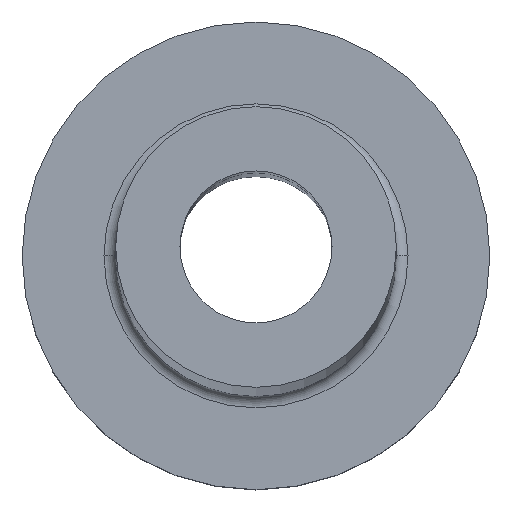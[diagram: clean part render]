
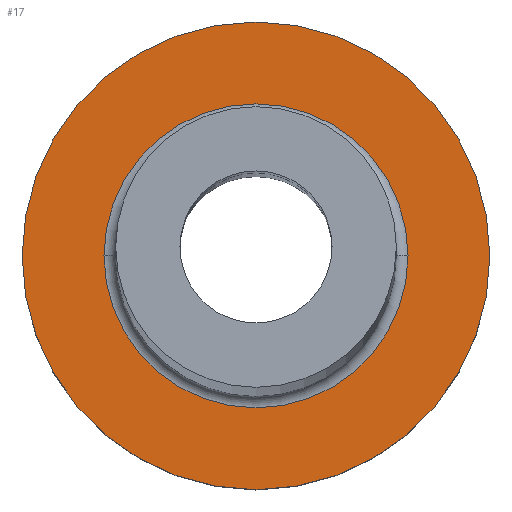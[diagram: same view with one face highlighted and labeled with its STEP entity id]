
A CAD part, top view. The second image highlights one B-rep face of the part: STEP entity #17.
In plain terms, the highlighted planar face has unit normal (0, 0, 1).
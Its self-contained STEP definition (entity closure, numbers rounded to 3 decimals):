
#17 = ADVANCED_FACE ( 'NONE', ( #405, #337 ), #28, .T. ) ;
#22 = EDGE_LOOP ( 'NONE', ( #244, #396 ) ) ;
#28 = PLANE ( 'NONE',  #370 ) ;
#33 = DIRECTION ( 'NONE',  ( 0., 0., -1. ) ) ;
#36 = CIRCLE ( 'NONE', #318, 6.5 ) ;
#60 = CIRCLE ( 'NONE', #308, 6.5 ) ;
#68 = DIRECTION ( 'NONE',  ( 0., 0., -1. ) ) ;
#83 = VERTEX_POINT ( 'NONE', #190 ) ;
#109 = DIRECTION ( 'NONE',  ( 1., 0., 0. ) ) ;
#117 = CARTESIAN_POINT ( 'NONE',  ( 6.5, 0., 7. ) ) ;
#139 = DIRECTION ( 'NONE',  ( 1., 0., 0. ) ) ;
#175 = CIRCLE ( 'NONE', #189, 10. ) ;
#181 = AXIS2_PLACEMENT_3D ( 'NONE', #267, #416, #380 ) ;
#182 = CARTESIAN_POINT ( 'NONE',  ( 0., 0., 7. ) ) ;
#189 = AXIS2_PLACEMENT_3D ( 'NONE', #332, #243, #239 ) ;
#190 = CARTESIAN_POINT ( 'NONE',  ( -10., 0., 7. ) ) ;
#220 = VERTEX_POINT ( 'NONE', #117 ) ;
#239 = DIRECTION ( 'NONE',  ( 1., 0., 0. ) ) ;
#243 = DIRECTION ( 'NONE',  ( 0., 0., 1. ) ) ;
#244 = ORIENTED_EDGE ( 'NONE', *, *, #335, .T. ) ;
#252 = CIRCLE ( 'NONE', #181, 10. ) ;
#267 = CARTESIAN_POINT ( 'NONE',  ( 0., 0., 7. ) ) ;
#270 = CARTESIAN_POINT ( 'NONE',  ( 0., 0., 7. ) ) ;
#308 = AXIS2_PLACEMENT_3D ( 'NONE', #270, #68, #448 ) ;
#315 = EDGE_CURVE ( 'NONE', #410, #83, #252, .T. ) ;
#318 = AXIS2_PLACEMENT_3D ( 'NONE', #440, #33, #139 ) ;
#332 = CARTESIAN_POINT ( 'NONE',  ( 0., 0., 7. ) ) ;
#335 = EDGE_CURVE ( 'NONE', #220, #363, #60, .T. ) ;
#336 = EDGE_CURVE ( 'NONE', #83, #410, #175, .T. ) ;
#337 = FACE_OUTER_BOUND ( 'NONE', #456, .T. ) ;
#343 = CARTESIAN_POINT ( 'NONE',  ( -6.5, 0., 7. ) ) ;
#358 = DIRECTION ( 'NONE',  ( 0., 0., 1. ) ) ;
#363 = VERTEX_POINT ( 'NONE', #343 ) ;
#365 = EDGE_CURVE ( 'NONE', #363, #220, #36, .T. ) ;
#370 = AXIS2_PLACEMENT_3D ( 'NONE', #182, #358, #109 ) ;
#380 = DIRECTION ( 'NONE',  ( 1., 0., 0. ) ) ;
#396 = ORIENTED_EDGE ( 'NONE', *, *, #365, .T. ) ;
#405 = FACE_BOUND ( 'NONE', #22, .T. ) ;
#410 = VERTEX_POINT ( 'NONE', #445 ) ;
#416 = DIRECTION ( 'NONE',  ( 0., 0., 1. ) ) ;
#427 = ORIENTED_EDGE ( 'NONE', *, *, #336, .T. ) ;
#437 = ORIENTED_EDGE ( 'NONE', *, *, #315, .T. ) ;
#440 = CARTESIAN_POINT ( 'NONE',  ( 0., 0., 7. ) ) ;
#445 = CARTESIAN_POINT ( 'NONE',  ( 10., 0., 7. ) ) ;
#448 = DIRECTION ( 'NONE',  ( 1., 0., 0. ) ) ;
#456 = EDGE_LOOP ( 'NONE', ( #427, #437 ) ) ;
